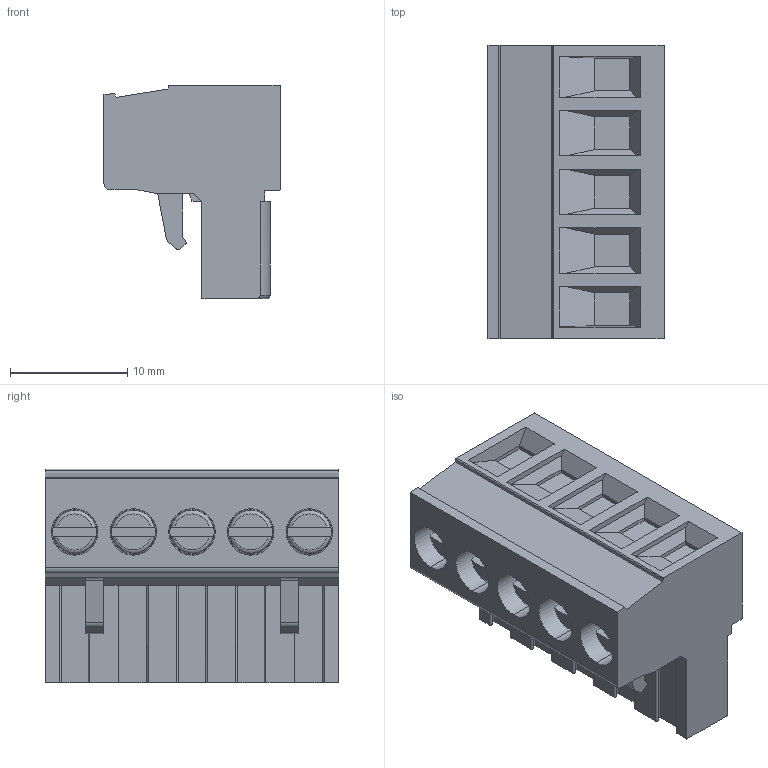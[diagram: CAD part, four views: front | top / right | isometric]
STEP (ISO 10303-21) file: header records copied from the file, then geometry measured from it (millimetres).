
FILE_DESCRIPTION((''),'2;1');
FILE_NAME('11','2020-06-10T',('Administrator'),(''),'PRO/ENGINEER BY PARAMETRIC TECHNOLOGY CORPORATION, 2014000','PRO/ENGINEER BY PARAMETRIC TECHNOLOGY CORPORATION, 2014000','');
FILE_SCHEMA(('CONFIG_CONTROL_DESIGN'));
Length unit declared in the file: millimetre
Products named in the file (1): 11
Bounding box: 15 x 25 x 18.2 mm (x, y, z)
Volume: 4177.9 mm3; surface area: 2576.4 mm2
Topology: 1 solids, 3 shells, 604 faces, 1661 edges, 1095 vertices
Faces by surface type: plane 490, cylinder 76, cone 20, torus 15, extrusion 3
Entity records: 19202 total; most frequent: CARTESIAN_POINT 3673, ORIENTED_EDGE 3322, DIRECTION 3049, EDGE_CURVE 1661, VECTOR 1367, LINE 1364, VERTEX_POINT 1095, AXIS2_PLACEMENT_3D 841
